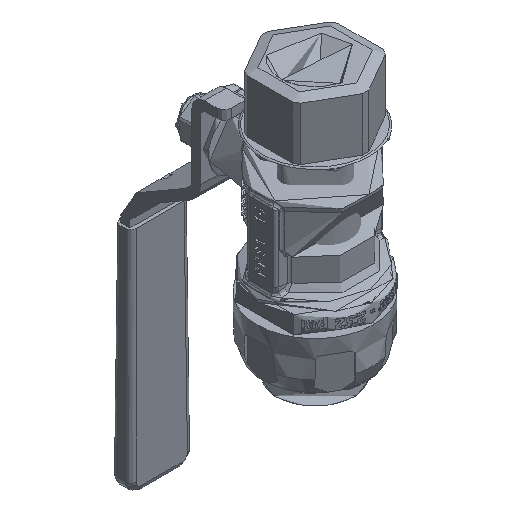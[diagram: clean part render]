
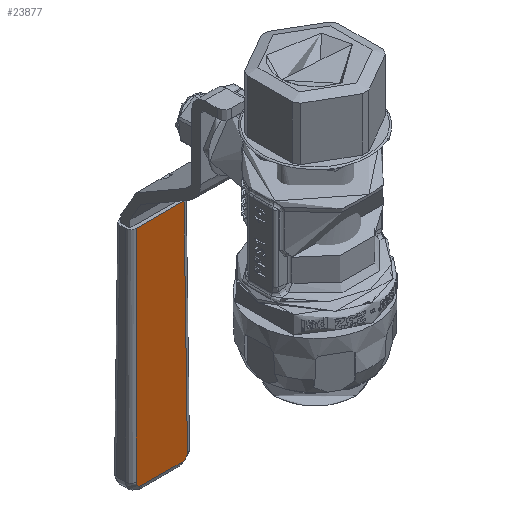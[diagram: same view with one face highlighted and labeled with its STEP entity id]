
A CAD part, isometric view. The second image highlights one B-rep face of the part: STEP entity #23877.
In plain terms, the highlighted planar face has unit normal (0, -1, 0.008).
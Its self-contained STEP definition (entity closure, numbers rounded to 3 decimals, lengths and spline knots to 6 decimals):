
#168=ELLIPSE('',#25324,0.0015,0.0015);
#169=ELLIPSE('',#25325,0.0015,0.0015);
#432=PLANE('',#25323);
#1848=LINE('',#55201,#3372);
#1849=LINE('',#55203,#3373);
#1850=LINE('',#55207,#3374);
#1851=LINE('',#55210,#3375);
#3372=VECTOR('',#27320,1.);
#3373=VECTOR('',#27321,1.);
#3374=VECTOR('',#27324,1.);
#3375=VECTOR('',#27327,1.);
#4842=FACE_OUTER_BOUND('',#6223,.T.);
#6223=EDGE_LOOP('',(#17195,#17196,#17197,#17198,#17199,#17200));
#10707=VERTEX_POINT('',#55199);
#10708=VERTEX_POINT('',#55200);
#10709=VERTEX_POINT('',#55202);
#10710=VERTEX_POINT('',#55204);
#10711=VERTEX_POINT('',#55206);
#10712=VERTEX_POINT('',#55208);
#13305=EDGE_CURVE('',#10707,#10708,#1848,.T.);
#13306=EDGE_CURVE('',#10708,#10709,#1849,.T.);
#13307=EDGE_CURVE('',#10709,#10710,#168,.T.);
#13308=EDGE_CURVE('',#10710,#10711,#1850,.T.);
#13309=EDGE_CURVE('',#10711,#10712,#169,.T.);
#13310=EDGE_CURVE('',#10712,#10707,#1851,.T.);
#17195=ORIENTED_EDGE('',*,*,#13305,.T.);
#17196=ORIENTED_EDGE('',*,*,#13306,.T.);
#17197=ORIENTED_EDGE('',*,*,#13307,.T.);
#17198=ORIENTED_EDGE('',*,*,#13308,.T.);
#17199=ORIENTED_EDGE('',*,*,#13309,.T.);
#17200=ORIENTED_EDGE('',*,*,#13310,.T.);
#23877=ADVANCED_FACE('',(#4842),#432,.F.);
#25323=AXIS2_PLACEMENT_3D('',#55198,#27318,#27319);
#25324=AXIS2_PLACEMENT_3D('',#55205,#27322,#27323);
#25325=AXIS2_PLACEMENT_3D('',#55209,#27325,#27326);
#27318=DIRECTION('center_axis',(0.,1.,
-0.008));
#27319=DIRECTION('ref_axis',(0.,-0.008,
-1.));
#27320=DIRECTION('',(-1.,0.,0.));
#27321=DIRECTION('',(-0.008,-0.008,-1.));
#27322=DIRECTION('center_axis',(0.,-1.,
0.008));
#27323=DIRECTION('ref_axis',(0.,-0.008,
-1.));
#27324=DIRECTION('',(1.,0.,0.));
#27325=DIRECTION('center_axis',(0.,-1.,
0.008));
#27326=DIRECTION('ref_axis',(0.,0.008,1.));
#27327=DIRECTION('',(-0.008,0.008,1.));
#55198=CARTESIAN_POINT('Origin',(-1.79285,0.988793,-0.141369));
#55199=CARTESIAN_POINT('',(-1.77775,0.989293,-0.078369));
#55200=CARTESIAN_POINT('',(-1.79085,0.989293,-0.078369));
#55201=CARTESIAN_POINT('',(-1.79285,0.989293,-0.078369));
#55202=CARTESIAN_POINT('',(-1.791326,0.988817,-0.138345));
#55203=CARTESIAN_POINT('',(-1.79135,0.988793,-0.141381));
#55204=CARTESIAN_POINT('',(-1.789826,0.988805,-0.139857));
#55205=CARTESIAN_POINT('Origin',(-1.789826,0.988817,-0.138357));
#55206=CARTESIAN_POINT('',(-1.778774,0.988805,-0.139857));
#55207=CARTESIAN_POINT('',(-1.778774,0.988805,-0.139857));
#55208=CARTESIAN_POINT('',(-1.777274,0.988817,-0.138345));
#55209=CARTESIAN_POINT('Origin',(-1.778774,0.988817,-0.138357));
#55210=CARTESIAN_POINT('',(-1.777251,0.988794,-0.141245));
